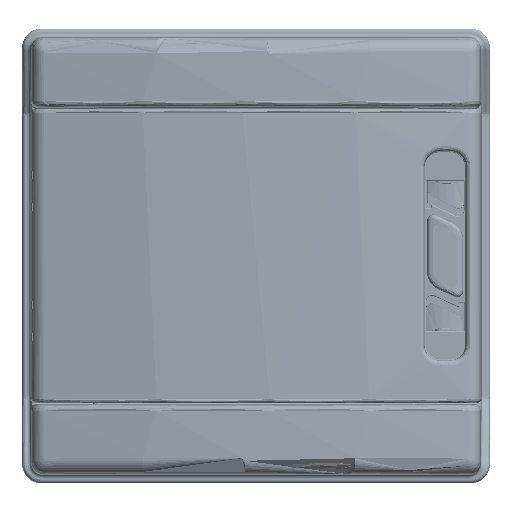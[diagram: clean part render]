
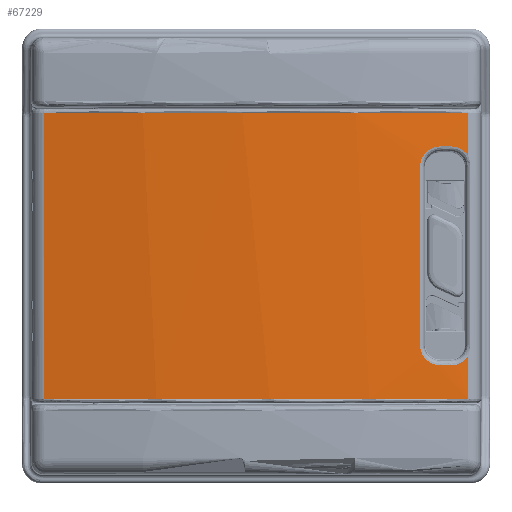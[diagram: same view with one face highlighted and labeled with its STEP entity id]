
A CAD part, top view. The second image highlights one B-rep face of the part: STEP entity #67229.
In plain terms, the highlighted cylindrical face has radius 550 mm (diameter 1100 mm), a partial arc.
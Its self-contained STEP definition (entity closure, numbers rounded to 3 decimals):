
#30296=DIRECTION('',(0.,-1.,0.));
#30297=VECTOR('',#30296,90.244);
#30298=CARTESIAN_POINT('',(3241.623,561.749,132.959));
#30299=LINE('',#30298,#30297);
#30303=CARTESIAN_POINT('',(3252.2,461.037,131.234));
#30322=CARTESIAN_POINT('',(3257.391,461.05,130.31));
#30333=CARTESIAN_POINT('',(3252.2,461.037,131.234));
#30334=CARTESIAN_POINT('',(3253.932,461.042,130.934));
#30335=CARTESIAN_POINT('',(3255.662,461.045,130.626));
#30336=CARTESIAN_POINT('',(3257.391,461.05,130.31));
#30374=CARTESIAN_POINT('',(3257.391,572.202,130.31));
#30392=CARTESIAN_POINT('',(3265.96,567.756,128.671));
#30397=CARTESIAN_POINT('',(3252.2,572.215,131.234));
#30408=CARTESIAN_POINT('',(3257.391,572.202,130.31));
#30409=CARTESIAN_POINT('',(3255.662,572.207,130.626));
#30410=CARTESIAN_POINT('',(3253.932,572.21,130.934));
#30411=CARTESIAN_POINT('',(3252.2,572.215,131.234));
#30424=CARTESIAN_POINT('',(3050.784,444.016,128.671));
#30425=CARTESIAN_POINT('',(3068.483,443.959,132.202));
#30426=CARTESIAN_POINT('',(3104.229,443.871,137.519));
#30427=CARTESIAN_POINT('',(3158.372,443.827,140.186));
#30428=CARTESIAN_POINT('',(3212.515,443.871,137.519));
#30429=CARTESIAN_POINT('',(3248.261,443.959,132.202));
#30430=CARTESIAN_POINT('',(3265.96,444.016,128.671));
#30435=CARTESIAN_POINT('',(3265.96,589.226,128.671));
#30436=CARTESIAN_POINT('',(3248.261,589.283,132.202));
#30437=CARTESIAN_POINT('',(3212.515,589.371,137.519));
#30438=CARTESIAN_POINT('',(3158.372,589.415,140.186));
#30439=CARTESIAN_POINT('',(3104.229,589.371,137.519));
#30440=CARTESIAN_POINT('',(3068.483,589.283,132.202));
#30441=CARTESIAN_POINT('',(3050.784,589.226,128.671));
#30446=CARTESIAN_POINT('',(3257.391,572.202,130.31));
#30447=CARTESIAN_POINT('',(3258.243,572.199,130.154));
#30448=CARTESIAN_POINT('',(3259.948,571.985,129.838));
#30449=CARTESIAN_POINT('',(3262.354,571.06,129.38));
#30450=CARTESIAN_POINT('',(3264.41,569.624,128.979));
#30451=CARTESIAN_POINT('',(3265.507,568.393,128.761));
#30452=CARTESIAN_POINT('',(3265.96,567.756,128.671));
#30457=CARTESIAN_POINT('',(3241.623,561.749,132.959));
#30458=CARTESIAN_POINT('',(3241.623,562.682,132.959));
#30459=CARTESIAN_POINT('',(3241.833,564.235,132.927));
#30460=CARTESIAN_POINT('',(3242.841,566.93,132.772));
#30461=CARTESIAN_POINT('',(3244.699,569.445,132.482));
#30462=CARTESIAN_POINT('',(3248.044,571.661,131.942));
#30463=CARTESIAN_POINT('',(3250.692,572.22,131.495));
#30464=CARTESIAN_POINT('',(3252.2,572.215,131.234));
#30469=CARTESIAN_POINT('',(3252.2,461.037,131.234));
#30470=CARTESIAN_POINT('',(3250.951,461.033,131.451));
#30471=CARTESIAN_POINT('',(3248.259,461.501,131.907));
#30472=CARTESIAN_POINT('',(3245.267,463.351,132.391));
#30473=CARTESIAN_POINT('',(3243.351,465.613,132.693));
#30474=CARTESIAN_POINT('',(3242.022,468.117,132.899));
#30475=CARTESIAN_POINT('',(3241.623,470.187,132.959));
#30476=CARTESIAN_POINT('',(3241.623,471.506,132.959));
#30481=CARTESIAN_POINT('',(3265.96,465.499,128.671));
#30482=CARTESIAN_POINT('',(3265.445,464.774,128.774));
#30483=CARTESIAN_POINT('',(3264.322,463.553,128.997));
#30484=CARTESIAN_POINT('',(3262.322,462.203,129.385));
#30485=CARTESIAN_POINT('',(3260.03,461.292,129.822));
#30486=CARTESIAN_POINT('',(3258.334,461.053,130.137));
#30487=CARTESIAN_POINT('',(3257.391,461.05,130.31));
#31209=DIRECTION('',(0.,1.,0.));
#31210=VECTOR('',#31209,145.209);
#31211=CARTESIAN_POINT('',(3050.784,444.016,128.671));
#31212=LINE('',#31211,#31210);
#35161=DIRECTION('',(0.,-1.,0.));
#35162=VECTOR('',#35161,21.482);
#35163=CARTESIAN_POINT('',(3265.96,465.499,128.671));
#35164=LINE('',#35163,#35162);
#35168=DIRECTION('',(0.,-1.,0.));
#35169=VECTOR('',#35168,21.47);
#35170=CARTESIAN_POINT('',(3265.96,589.226,128.671));
#35171=LINE('',#35170,#35169);
#51773=VERTEX_POINT('',#30322);
#51774=VERTEX_POINT('',#30303);
#51775=CARTESIAN_POINT('',(3241.623,471.506,132.959));
#51776=VERTEX_POINT('',#51775);
#51777=CARTESIAN_POINT('',(3241.623,561.749,132.959));
#51778=VERTEX_POINT('',#51777);
#51779=VERTEX_POINT('',#30397);
#51780=VERTEX_POINT('',#30374);
#51783=VERTEX_POINT('',#30392);
#51786=VERTEX_POINT('',#30481);
#51787=VERTEX_POINT('',#30424);
#51788=VERTEX_POINT('',#30430);
#51789=CARTESIAN_POINT('',(3265.96,589.226,128.671));
#51790=VERTEX_POINT('',#51789);
#51791=VERTEX_POINT('',#30441);
#67205=CARTESIAN_POINT('',(3158.372,536.022,
-410.703));
#67206=DIRECTION('',(0.,1.,0.));
#67207=DIRECTION('',(-0.207,0.,0.978));
#67208=AXIS2_PLACEMENT_3D('',#67205,#67206,#67207);
#67209=CYLINDRICAL_SURFACE('',#67208,550.);
#67211=ORIENTED_EDGE('',*,*,#67210,.F.);
#67213=ORIENTED_EDGE('',*,*,#67212,.T.);
#67215=ORIENTED_EDGE('',*,*,#67214,.F.);
#67217=ORIENTED_EDGE('',*,*,#67216,.T.);
#67218=ORIENTED_EDGE('',*,*,#67084,.F.);
#67219=ORIENTED_EDGE('',*,*,#67119,.T.);
#67220=ORIENTED_EDGE('',*,*,#67191,.F.);
#67221=ORIENTED_EDGE('',*,*,#66758,.T.);
#67222=ORIENTED_EDGE('',*,*,#66832,.F.);
#67223=ORIENTED_EDGE('',*,*,#66865,.T.);
#67224=ORIENTED_EDGE('',*,*,#66965,.F.);
#67226=ORIENTED_EDGE('',*,*,#67225,.T.);
#67227=EDGE_LOOP('',(#67211,#67213,#67215,#67217,#67218,#67219,#67220,#67221,
#67222,#67223,#67224,#67226));
#67228=FACE_OUTER_BOUND('',#67227,.F.);
#30337=B_SPLINE_CURVE_WITH_KNOTS('',3,(#30333,#30334,#30335,#30336),
.UNSPECIFIED.,.F.,.F.,(4,4),(0.,1.),.UNSPECIFIED.);
#30412=B_SPLINE_CURVE_WITH_KNOTS('',3,(#30408,#30409,#30410,#30411),
.UNSPECIFIED.,.F.,.F.,(4,4),(0.,1.),.UNSPECIFIED.);
#30431=B_SPLINE_CURVE_WITH_KNOTS('',3,(#30424,#30425,#30426,#30427,#30428,
#30429,#30430),.UNSPECIFIED.,.F.,.F.,(4,1,1,1,4),(0.,0.25,
0.5,0.75,1.),.UNSPECIFIED.);
#30442=B_SPLINE_CURVE_WITH_KNOTS('',3,(#30435,#30436,#30437,#30438,#30439,
#30440,#30441),.UNSPECIFIED.,.F.,.F.,(4,1,1,1,4),(0.,0.25,
0.5,0.75,1.),.UNSPECIFIED.);
#30453=B_SPLINE_CURVE_WITH_KNOTS('',3,(#30446,#30447,#30448,#30449,#30450,
#30451,#30452),.UNSPECIFIED.,.F.,.F.,(4,1,1,1,4),(0.,0.256,
0.511,0.767,1.),.UNSPECIFIED.);
#30465=B_SPLINE_CURVE_WITH_KNOTS('',3,(#30457,#30458,#30459,#30460,#30461,
#30462,#30463,#30464),.UNSPECIFIED.,.F.,.F.,(4,1,1,1,1,4),(0.,
0.168,0.281,0.518,0.725,1.),
.UNSPECIFIED.);
#30477=B_SPLINE_CURVE_WITH_KNOTS('',3,(#30469,#30470,#30471,#30472,#30473,
#30474,#30475,#30476),.UNSPECIFIED.,.F.,.F.,(4,1,1,1,1,4),(0.,
0.228,0.49,0.626,0.762,1.),
.UNSPECIFIED.);
#30488=B_SPLINE_CURVE_WITH_KNOTS('',3,(#30481,#30482,#30483,#30484,#30485,
#30486,#30487),.UNSPECIFIED.,.F.,.F.,(4,1,1,1,4),(0.,0.265,
0.491,0.717,1.),.UNSPECIFIED.);
#66758=EDGE_CURVE('',#51778,#51776,#30299,.T.);
#66832=EDGE_CURVE('',#51774,#51776,#30477,.T.);
#66865=EDGE_CURVE('',#51774,#51773,#30337,.T.);
#66965=EDGE_CURVE('',#51786,#51773,#30488,.T.);
#67084=EDGE_CURVE('',#51780,#51783,#30453,.T.);
#67119=EDGE_CURVE('',#51780,#51779,#30412,.T.);
#67191=EDGE_CURVE('',#51778,#51779,#30465,.T.);
#67210=EDGE_CURVE('',#51787,#51788,#30431,.T.);
#67212=EDGE_CURVE('',#51787,#51791,#31212,.T.);
#67214=EDGE_CURVE('',#51790,#51791,#30442,.T.);
#67216=EDGE_CURVE('',#51790,#51783,#35171,.T.);
#67225=EDGE_CURVE('',#51786,#51788,#35164,.T.);
#67229=ADVANCED_FACE('',(#67228),#67209,.T.);
